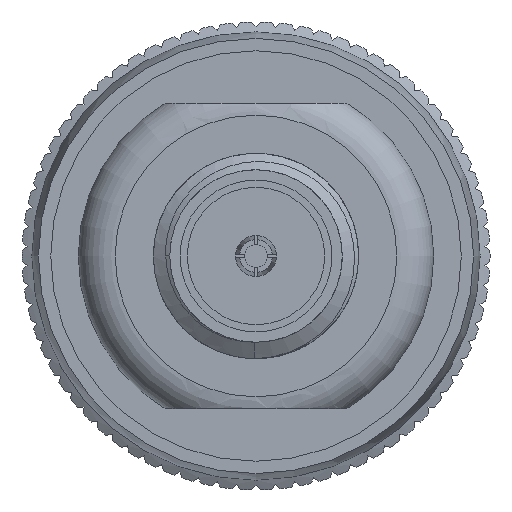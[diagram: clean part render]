
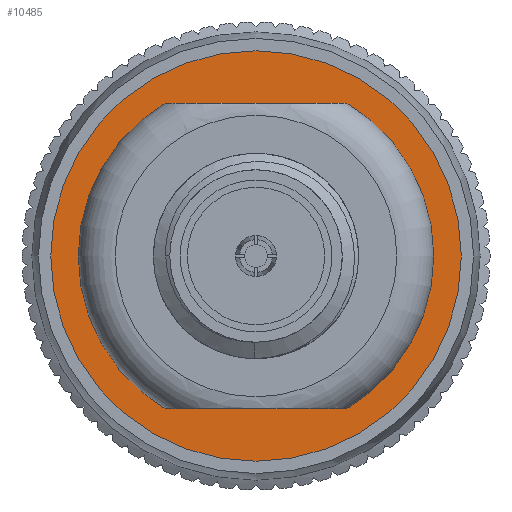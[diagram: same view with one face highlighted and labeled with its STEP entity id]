
A CAD part, left-side view. The second image highlights one B-rep face of the part: STEP entity #10485.
In plain terms, the highlighted planar face has unit normal (-1, 0, 0).
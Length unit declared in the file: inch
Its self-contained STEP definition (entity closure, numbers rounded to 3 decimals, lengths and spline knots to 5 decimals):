
#837=PLANE('',#11121);
#1299=FACE_OUTER_BOUND('',#1907,.T.);
#1907=EDGE_LOOP('',(#6961));
#3801=CIRCLE('',#11120,0.25);
#4128=VERTEX_POINT('',#15758);
#5260=EDGE_CURVE('',#4128,#4128,#3801,.T.);
#6961=ORIENTED_EDGE('',*,*,#5260,.F.);
#10485=ADVANCED_FACE('',(#1299),#837,.F.);
#11120=AXIS2_PLACEMENT_3D('',#15760,#12461,#12462);
#11121=AXIS2_PLACEMENT_3D('',#15761,#12463,#12464);
#12461=DIRECTION('center_axis',(1.,0.,0.));
#12462=DIRECTION('ref_axis',(0.,0.,
-1.));
#12463=DIRECTION('center_axis',(1.,0.,0.));
#12464=DIRECTION('ref_axis',(0.,0.,
1.));
#15758=CARTESIAN_POINT('',(138.07119,121.87635,0.25));
#15760=CARTESIAN_POINT('Origin',(138.07119,121.87635,0.));
#15761=CARTESIAN_POINT('Origin',(138.07119,121.87635,0.));
